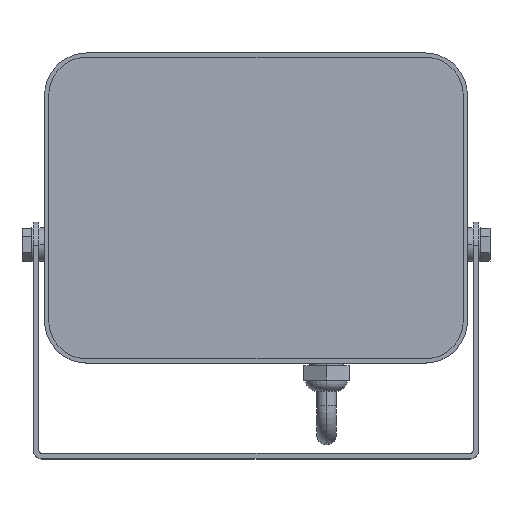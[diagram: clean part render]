
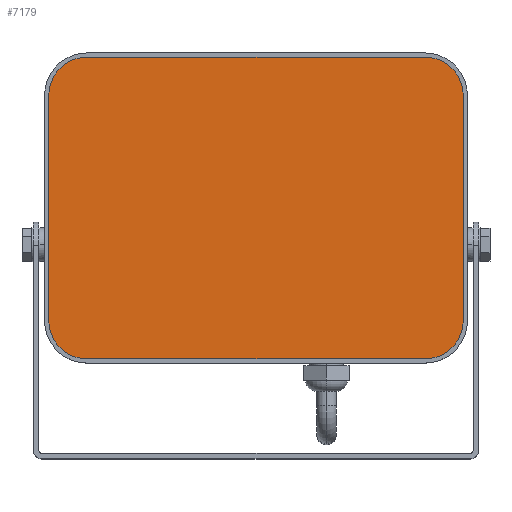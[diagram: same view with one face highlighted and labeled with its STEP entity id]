
A CAD part, top view. The second image highlights one B-rep face of the part: STEP entity #7179.
In plain terms, the highlighted planar face has unit normal (0, 0, 1).
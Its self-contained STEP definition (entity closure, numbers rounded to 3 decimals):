
#48 = ORIENTED_EDGE ( 'NONE', *, *, #7600, .T. ) ;
#96 = DIRECTION ( 'NONE',  ( 0., 0., 1. ) ) ;
#181 = DIRECTION ( 'NONE',  ( 1., 0., 0. ) ) ;
#182 = CIRCLE ( 'NONE', #262, 13.5 ) ;
#262 = AXIS2_PLACEMENT_3D ( 'NONE', #10104, #4352, #181 ) ;
#452 = AXIS2_PLACEMENT_3D ( 'NONE', #992, #96, #8492 ) ;
#582 = VECTOR ( 'NONE', #9088, 1000. ) ;
#695 = CARTESIAN_POINT ( 'NONE',  ( -60., -40., -0.1 ) ) ;
#875 = ORIENTED_EDGE ( 'NONE', *, *, #1547, .T. ) ;
#992 = CARTESIAN_POINT ( 'NONE',  ( 60., -40., -0.1 ) ) ;
#1441 = LINE ( 'NONE', #8953, #3139 ) ;
#1451 = CARTESIAN_POINT ( 'NONE',  ( 73.5, -40., -0.1 ) ) ;
#1547 = EDGE_CURVE ( 'NONE', #5824, #6983, #2678, .T. ) ;
#1928 = DIRECTION ( 'NONE',  ( 1., 0., 0. ) ) ;
#2069 = EDGE_CURVE ( 'NONE', #9606, #8466, #5762, .T. ) ;
#2278 = CARTESIAN_POINT ( 'NONE',  ( -73.5, -40., -0.1 ) ) ;
#2368 = EDGE_LOOP ( 'NONE', ( #48, #8671, #8924, #8826, #8334, #7715, #6935, #875 ) ) ;
#2678 = LINE ( 'NONE', #9025, #4235 ) ;
#2899 = VECTOR ( 'NONE', #5616, 1000. ) ;
#2978 = EDGE_CURVE ( 'NONE', #4728, #6166, #7290, .T. ) ;
#3139 = VECTOR ( 'NONE', #5686, 1000. ) ;
#3163 = DIRECTION ( 'NONE',  ( 1., 0., 0. ) ) ;
#3322 = CIRCLE ( 'NONE', #10041, 13.5 ) ;
#3857 = CIRCLE ( 'NONE', #452, 13.5 ) ;
#4078 = VERTEX_POINT ( 'NONE', #8234 ) ;
#4235 = VECTOR ( 'NONE', #7316, 1000. ) ;
#4352 = DIRECTION ( 'NONE',  ( 0., 0., 1. ) ) ;
#4728 = VERTEX_POINT ( 'NONE', #6196 ) ;
#5073 = CARTESIAN_POINT ( 'NONE',  ( -60., 53.5, -0.1 ) ) ;
#5331 = CARTESIAN_POINT ( 'NONE',  ( -60., 40., -0.1 ) ) ;
#5403 = DIRECTION ( 'NONE',  ( 1., 0., 0. ) ) ;
#5616 = DIRECTION ( 'NONE',  ( 0., 1., 0. ) ) ;
#5686 = DIRECTION ( 'NONE',  ( 1., 0., 0. ) ) ;
#5722 = AXIS2_PLACEMENT_3D ( 'NONE', #695, #9901, #3163 ) ;
#5762 = LINE ( 'NONE', #10724, #582 ) ;
#5824 = VERTEX_POINT ( 'NONE', #7228 ) ;
#6166 = VERTEX_POINT ( 'NONE', #7073 ) ;
#6196 = CARTESIAN_POINT ( 'NONE',  ( 73.5, -40., -0.1 ) ) ;
#6537 = CIRCLE ( 'NONE', #5722, 13.5 ) ;
#6616 = EDGE_CURVE ( 'NONE', #4078, #4728, #3857, .T. ) ;
#6679 = CARTESIAN_POINT ( 'NONE',  ( -60., -53.5, -0.1 ) ) ;
#6814 = FACE_OUTER_BOUND ( 'NONE', #2368, .T. ) ;
#6935 = ORIENTED_EDGE ( 'NONE', *, *, #9271, .T. ) ;
#6983 = VERTEX_POINT ( 'NONE', #5073 ) ;
#7073 = CARTESIAN_POINT ( 'NONE',  ( 73.5, 40., -0.1 ) ) ;
#7179 = ADVANCED_FACE ( 'NONE', ( #6814 ), #10215, .T. ) ;
#7228 = CARTESIAN_POINT ( 'NONE',  ( 60., 53.5, -0.1 ) ) ;
#7290 = LINE ( 'NONE', #1451, #2899 ) ;
#7316 = DIRECTION ( 'NONE',  ( -1., 0., 0. ) ) ;
#7600 = EDGE_CURVE ( 'NONE', #6983, #9606, #3322, .T. ) ;
#7715 = ORIENTED_EDGE ( 'NONE', *, *, #2978, .T. ) ;
#7850 = EDGE_CURVE ( 'NONE', #8466, #8670, #6537, .T. ) ;
#8234 = CARTESIAN_POINT ( 'NONE',  ( 60., -53.5, -0.1 ) ) ;
#8334 = ORIENTED_EDGE ( 'NONE', *, *, #6616, .T. ) ;
#8411 = DIRECTION ( 'NONE',  ( 0., 0., 1. ) ) ;
#8466 = VERTEX_POINT ( 'NONE', #2278 ) ;
#8492 = DIRECTION ( 'NONE',  ( 1., 0., 0. ) ) ;
#8519 = CARTESIAN_POINT ( 'NONE',  ( -60., 40., -0.1 ) ) ;
#8594 = DIRECTION ( 'NONE',  ( 0., 0., 1. ) ) ;
#8670 = VERTEX_POINT ( 'NONE', #6679 ) ;
#8671 = ORIENTED_EDGE ( 'NONE', *, *, #2069, .T. ) ;
#8826 = ORIENTED_EDGE ( 'NONE', *, *, #9930, .T. ) ;
#8924 = ORIENTED_EDGE ( 'NONE', *, *, #7850, .T. ) ;
#8953 = CARTESIAN_POINT ( 'NONE',  ( -60., -53.5, -0.1 ) ) ;
#9000 = CARTESIAN_POINT ( 'NONE',  ( -73.5, 40., -0.1 ) ) ;
#9025 = CARTESIAN_POINT ( 'NONE',  ( 60., 53.5, -0.1 ) ) ;
#9088 = DIRECTION ( 'NONE',  ( 0., -1., 0. ) ) ;
#9271 = EDGE_CURVE ( 'NONE', #6166, #5824, #182, .T. ) ;
#9606 = VERTEX_POINT ( 'NONE', #9000 ) ;
#9901 = DIRECTION ( 'NONE',  ( 0., 0., 1. ) ) ;
#9930 = EDGE_CURVE ( 'NONE', #8670, #4078, #1441, .T. ) ;
#10041 = AXIS2_PLACEMENT_3D ( 'NONE', #5331, #8594, #5403 ) ;
#10101 = AXIS2_PLACEMENT_3D ( 'NONE', #8519, #8411, #1928 ) ;
#10104 = CARTESIAN_POINT ( 'NONE',  ( 60., 40., -0.1 ) ) ;
#10215 = PLANE ( 'NONE',  #10101 ) ;
#10724 = CARTESIAN_POINT ( 'NONE',  ( -73.5, 40., -0.1 ) ) ;
